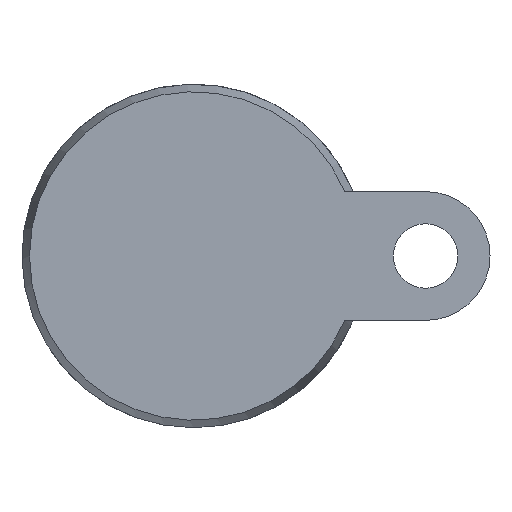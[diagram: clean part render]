
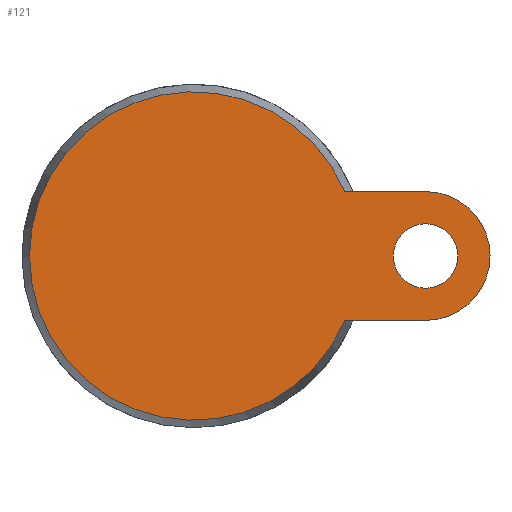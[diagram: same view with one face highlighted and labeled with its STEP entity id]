
A CAD part, front view. The second image highlights one B-rep face of the part: STEP entity #121.
In plain terms, the highlighted planar face has unit normal (0, -1, 0).
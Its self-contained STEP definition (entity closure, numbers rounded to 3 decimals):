
#121 = ADVANCED_FACE( '', ( #262, #263 ), #264, .F. );
#262 = FACE_BOUND( '', #455, .T. );
#263 = FACE_OUTER_BOUND( '', #456, .T. );
#264 = PLANE( '', #457 );
#455 = EDGE_LOOP( '', ( #729 ) );
#456 = EDGE_LOOP( '', ( #730, #731, #732, #733 ) );
#457 = AXIS2_PLACEMENT_3D( '', #734, #735, #736 );
#729 = ORIENTED_EDGE( '', *, *, #970, .T. );
#730 = ORIENTED_EDGE( '', *, *, #933, .F. );
#731 = ORIENTED_EDGE( '', *, *, #975, .T. );
#732 = ORIENTED_EDGE( '', *, *, #892, .F. );
#733 = ORIENTED_EDGE( '', *, *, #915, .F. );
#734 = CARTESIAN_POINT( '', ( 38.25, 0., 0. ) );
#735 = DIRECTION( '', ( 0., 1., 0. ) );
#736 = DIRECTION( '', ( 0., 0., 1. ) );
#892 = EDGE_CURVE( '', #1038, #1039, #1040, .T. );
#915 = EDGE_CURVE( '', #1077, #1038, #1078, .T. );
#933 = EDGE_CURVE( '', #1102, #1077, #1104, .T. );
#970 = EDGE_CURVE( '', #1156, #1156, #1157, .T. );
#975 = EDGE_CURVE( '', #1102, #1039, #1162, .T. );
#1038 = VERTEX_POINT( '', #1265 );
#1039 = VERTEX_POINT( '', #1266 );
#1040 = LINE( '', #1267, #1268 );
#1077 = VERTEX_POINT( '', #1338 );
#1078 = CIRCLE( '', #1339, 15. );
#1102 = VERTEX_POINT( '', #1395 );
#1104 = LINE( '', #1400, #1401 );
#1156 = VERTEX_POINT( '', #1504 );
#1157 = CIRCLE( '', #1505, 7.5 );
#1162 = CIRCLE( '', #1515, 38.25 );
#1265 = CARTESIAN_POINT( '', ( 54., 0., -15. ) );
#1266 = CARTESIAN_POINT( '', ( 35.186, 0., -15. ) );
#1267 = CARTESIAN_POINT( '', ( 54., 0., -15. ) );
#1268 = VECTOR( '', #1580, 1000. );
#1338 = CARTESIAN_POINT( '', ( 54., 0., 15. ) );
#1339 = AXIS2_PLACEMENT_3D( '', #1602, #1603, #1604 );
#1395 = CARTESIAN_POINT( '', ( 35.186, 0., 15. ) );
#1400 = CARTESIAN_POINT( '', ( 0., 0., 15. ) );
#1401 = VECTOR( '', #1616, 1000. );
#1504 = CARTESIAN_POINT( '', ( 61.5, 0., 0. ) );
#1505 = AXIS2_PLACEMENT_3D( '', #1653, #1654, #1655 );
#1515 = AXIS2_PLACEMENT_3D( '', #1656, #1657, #1658 );
#1580 = DIRECTION( '', ( -1., 0., 0. ) );
#1602 = CARTESIAN_POINT( '', ( 54., 0., 0. ) );
#1603 = DIRECTION( '', ( 0., 1., 0. ) );
#1604 = DIRECTION( '', ( 1., 0., 0. ) );
#1616 = DIRECTION( '', ( 1., 0., 0. ) );
#1653 = CARTESIAN_POINT( '', ( 54., 0., 0. ) );
#1654 = DIRECTION( '', ( 0., 1., 0. ) );
#1655 = DIRECTION( '', ( 1., 0., 0. ) );
#1656 = CARTESIAN_POINT( '', ( 0., 0., 0. ) );
#1657 = DIRECTION( '', ( 0., -1., 0. ) );
#1658 = DIRECTION( '', ( 0., 0., -1. ) );
